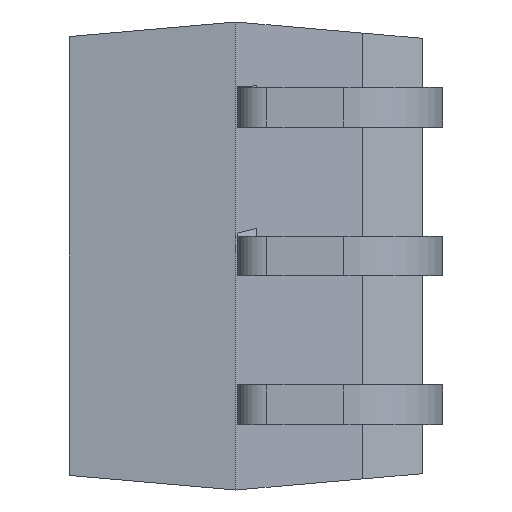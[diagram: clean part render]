
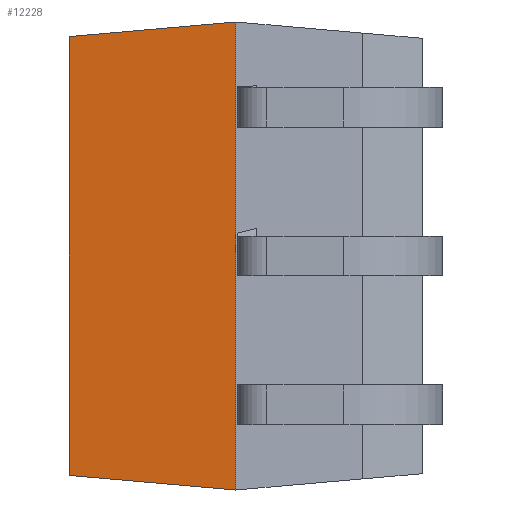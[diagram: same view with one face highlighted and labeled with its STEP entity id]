
A CAD part, left-side view. The second image highlights one B-rep face of the part: STEP entity #12228.
In plain terms, the highlighted planar face has unit normal (-0.996, 0.087, 0).
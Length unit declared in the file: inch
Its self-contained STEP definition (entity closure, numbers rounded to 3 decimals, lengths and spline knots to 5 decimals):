
#8467=CARTESIAN_POINT('',(-0.36515,0.089,0.11065));
#8468=VERTEX_POINT('',#8467);
#8485=CARTESIAN_POINT('',(-0.36515,0.089,-0.11065));
#8486=VERTEX_POINT('',#8485);
#8493=CARTESIAN_POINT('',(-0.36515,0.089,0.11065));
#8494=DIRECTION('',(0.0,0.0,-1.0));
#8495=VECTOR('',#8494,0.2213);
#8496=LINE('',#8493,#8495);
#8497=EDGE_CURVE('',#8486,#8468,#8496,.F.);
#12198=CARTESIAN_POINT('',(-0.38069,-0.08864,0.0));
#12199=DIRECTION('',(-0.996,0.087,0.0));
#12200=DIRECTION('',(0.0,0.0,1.0));
#12201=AXIS2_PLACEMENT_3D('',#12198,#12199,#12200);
#12202=PLANE('',#12201);
#12203=CARTESIAN_POINT('',(-0.3725,0.005,0.118));
#12204=VERTEX_POINT('',#12203);
#12205=CARTESIAN_POINT('',(-0.3725,0.005,-0.118));
#12206=VERTEX_POINT('',#12205);
#12207=CARTESIAN_POINT('',(-0.3725,0.005,0.118));
#12208=DIRECTION('',(0.0,0.0,-1.0));
#12209=VECTOR('',#12208,0.236);
#12210=LINE('',#12207,#12209);
#12211=EDGE_CURVE('',#12204,#12206,#12210,.T.);
#12212=ORIENTED_EDGE('',*,*,#12211,.F.);
#12213=CARTESIAN_POINT('',(-0.3725,0.005,0.118));
#12214=DIRECTION('',(0.087,0.992,-0.087));
#12215=VECTOR('',#12214,0.08464);
#12216=LINE('',#12213,#12215);
#12217=EDGE_CURVE('',#12204,#8468,#12216,.T.);
#12218=ORIENTED_EDGE('',*,*,#12217,.T.);
#12219=ORIENTED_EDGE('',*,*,#8497,.F.);
#12220=CARTESIAN_POINT('',(-0.36515,0.089,-0.11065));
#12221=DIRECTION('',(-0.087,-0.992,-0.087));
#12222=VECTOR('',#12221,0.08464);
#12223=LINE('',#12220,#12222);
#12224=EDGE_CURVE('',#8486,#12206,#12223,.T.);
#12225=ORIENTED_EDGE('',*,*,#12224,.T.);
#12226=EDGE_LOOP('',(#12212,#12218,#12219,#12225));
#12227=FACE_OUTER_BOUND('',#12226,.T.);
#12228=ADVANCED_FACE('',(#12227),#12202,.T.);
